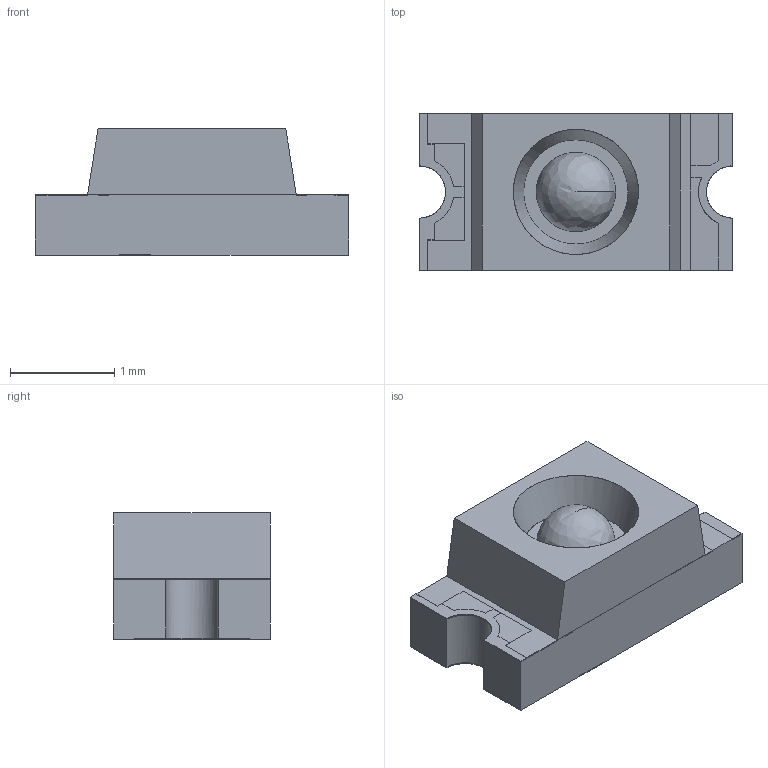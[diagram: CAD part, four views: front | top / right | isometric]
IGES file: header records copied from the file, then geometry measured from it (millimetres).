
Start section: C
Global section: file name: 15412085A9000.igs; native system: By Siemens PLM Incorporated; preprocessor: XPlus GENERIC/IGES 21.0.46; author: Author; organization: Title; date: 20180424.125817; units: millimetre
Bounding box: 3 x 1.5 x 1.21 mm (x, y, z)
Surface area: 31.2 mm2 (no closed solid volume)
Topology: 0 solids, 0 shells, 201 faces, 1131 edges, 1130 vertices
Faces by surface type: bspline 201
